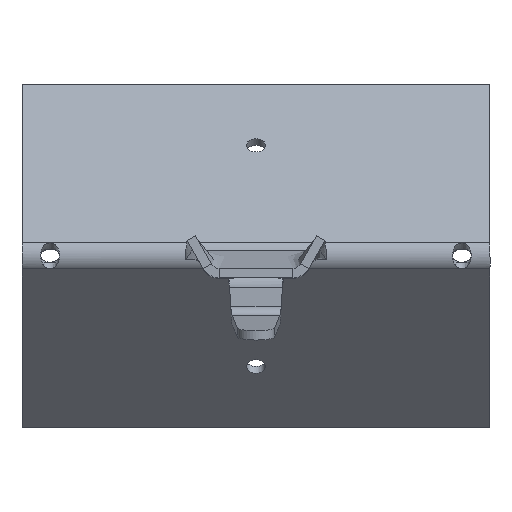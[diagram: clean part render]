
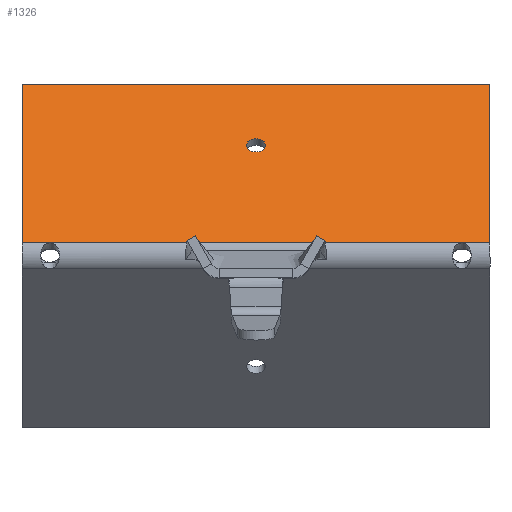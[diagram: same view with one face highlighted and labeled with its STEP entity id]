
A CAD part, top view. The second image highlights one B-rep face of the part: STEP entity #1326.
In plain terms, the highlighted face is planar.
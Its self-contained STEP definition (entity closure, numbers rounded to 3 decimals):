
#98=FACE_BOUND('',#244,.T.);
#158=FACE_OUTER_BOUND('',#243,.T.);
#243=EDGE_LOOP('',(#976,#977,#978,#979));
#244=EDGE_LOOP('',(#980));
#316=LINE('',#2728,#460);
#329=LINE('',#2763,#473);
#332=LINE('',#2767,#476);
#333=LINE('',#2769,#477);
#460=VECTOR('',#1564,10.);
#473=VECTOR('',#1599,10.);
#476=VECTOR('',#1604,10.);
#477=VECTOR('',#1607,10.);
#602=CIRCLE('',#1468,2.);
#617=VERTEX_POINT('',#1867);
#622=VERTEX_POINT('',#1878);
#636=VERTEX_POINT('',#2761);
#637=VERTEX_POINT('',#2762);
#638=VERTEX_POINT('',#2771);
#740=EDGE_CURVE('',#622,#617,#316,.T.);
#756=EDGE_CURVE('',#636,#637,#329,.T.);
#759=EDGE_CURVE('',#622,#636,#332,.T.);
#760=EDGE_CURVE('',#637,#617,#333,.T.);
#761=EDGE_CURVE('',#638,#638,#602,.T.);
#976=ORIENTED_EDGE('',*,*,#740,.T.);
#977=ORIENTED_EDGE('',*,*,#760,.F.);
#978=ORIENTED_EDGE('',*,*,#756,.F.);
#979=ORIENTED_EDGE('',*,*,#759,.F.);
#980=ORIENTED_EDGE('',*,*,#761,.T.);
#1268=PLANE('',#1469);
#1326=ADVANCED_FACE('',(#158,#98),#1268,.T.);
#1468=AXIS2_PLACEMENT_3D('',#2772,#1610,#1611);
#1469=AXIS2_PLACEMENT_3D('',#2774,#1613,#1614);
#1564=DIRECTION('',(1.,0.,0.));
#1599=DIRECTION('',(1.,0.,0.));
#1604=DIRECTION('',(0.,-1.,0.));
#1607=DIRECTION('',(0.,1.,0.));
#1610=DIRECTION('center_axis',(0.,0.,1.));
#1611=DIRECTION('ref_axis',(-1.,0.,0.));
#1613=DIRECTION('center_axis',(0.,0.,-1.));
#1614=DIRECTION('ref_axis',(0.,1.,0.));
#1867=CARTESIAN_POINT('',(50.,-2.,-1.919));
#1878=CARTESIAN_POINT('',(-50.,-2.,-1.919));
#2728=CARTESIAN_POINT('',(25.,-2.,-1.919));
#2761=CARTESIAN_POINT('',(-50.,-49.919,-1.919));
#2762=CARTESIAN_POINT('',(50.,-49.919,-1.919));
#2763=CARTESIAN_POINT('',(-50.,-49.919,-1.919));
#2767=CARTESIAN_POINT('',(-50.,50.081,-1.919));
#2769=CARTESIAN_POINT('',(50.,-49.919,-1.919));
#2771=CARTESIAN_POINT('',(2.,-31.419,-1.919));
#2772=CARTESIAN_POINT('Origin',(0.,-31.419,-1.919));
#2774=CARTESIAN_POINT('Origin',(0.,0.081,-1.919));
